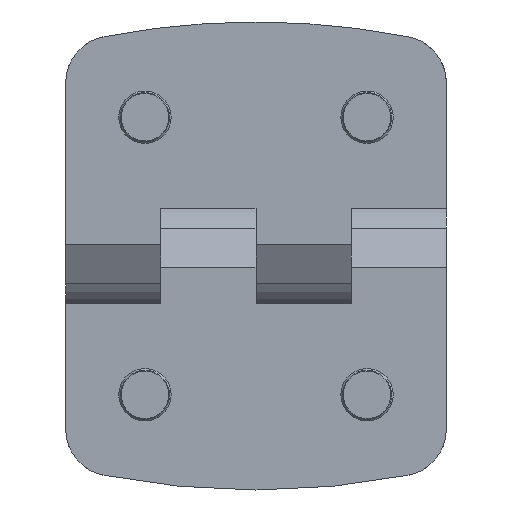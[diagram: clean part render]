
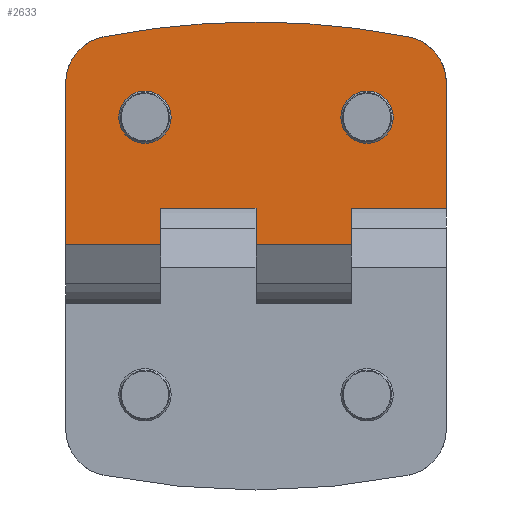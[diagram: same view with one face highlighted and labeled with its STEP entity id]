
A CAD part, left-side view. The second image highlights one B-rep face of the part: STEP entity #2633.
In plain terms, the highlighted planar face has unit normal (-1, 0, 0).
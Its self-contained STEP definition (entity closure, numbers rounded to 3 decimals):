
#60 = VECTOR ( 'NONE', #3755, 1000. ) ;
#90 = FACE_BOUND ( 'NONE', #4228, .T. ) ;
#110 = CARTESIAN_POINT ( 'NONE',  ( 0., 12., 6. ) ) ;
#244 = ORIENTED_EDGE ( 'NONE', *, *, #4269, .T. ) ;
#296 = FACE_OUTER_BOUND ( 'NONE', #4282, .T. ) ;
#317 = LINE ( 'NONE', #1502, #3315 ) ;
#366 = VECTOR ( 'NONE', #4138, 1000. ) ;
#379 = CARTESIAN_POINT ( 'NONE',  ( 0., 14., 14.2 ) ) ;
#385 = LINE ( 'NONE', #3362, #2909 ) ;
#459 = AXIS2_PLACEMENT_3D ( 'NONE', #1630, #5051, #862 ) ;
#588 = VERTEX_POINT ( 'NONE', #3063 ) ;
#590 = DIRECTION ( 'NONE',  ( 1., 0., 0. ) ) ;
#606 = CARTESIAN_POINT ( 'NONE',  ( 0., 0., 29.5 ) ) ;
#654 = VECTOR ( 'NONE', #2989, 1000. ) ;
#719 = CARTESIAN_POINT ( 'NONE',  ( 0., 14., 17.5 ) ) ;
#728 = EDGE_CURVE ( 'NONE', #969, #5323, #317, .T. ) ;
#828 = AXIS2_PLACEMENT_3D ( 'NONE', #1748, #4287, #2941 ) ;
#839 = ORIENTED_EDGE ( 'NONE', *, *, #3061, .T. ) ;
#845 = CARTESIAN_POINT ( 'NONE',  ( 0., -14., 17.5 ) ) ;
#862 = DIRECTION ( 'NONE',  ( 0., 0., -1. ) ) ;
#865 = CARTESIAN_POINT ( 'NONE',  ( 0., -12., 1.415 ) ) ;
#874 = EDGE_CURVE ( 'NONE', #5054, #5500, #385, .T. ) ;
#884 = CARTESIAN_POINT ( 'NONE',  ( 0., 24., 6. ) ) ;
#898 = EDGE_CURVE ( 'NONE', #588, #3526, #4163, .T. ) ;
#912 = EDGE_CURVE ( 'NONE', #5371, #5500, #1653, .T. ) ;
#962 = AXIS2_PLACEMENT_3D ( 'NONE', #3692, #1550, #1969 ) ;
#969 = VERTEX_POINT ( 'NONE', #2625 ) ;
#1047 = CARTESIAN_POINT ( 'NONE',  ( 0., 24., 1.415 ) ) ;
#1136 = ORIENTED_EDGE ( 'NONE', *, *, #1616, .T. ) ;
#1155 = CIRCLE ( 'NONE', #962, 100. ) ;
#1176 = ORIENTED_EDGE ( 'NONE', *, *, #4136, .T. ) ;
#1182 = AXIS2_PLACEMENT_3D ( 'NONE', #845, #2533, #5438 ) ;
#1207 = DIRECTION ( 'NONE',  ( 0., 0., 1. ) ) ;
#1289 = LINE ( 'NONE', #4152, #3090 ) ;
#1329 = EDGE_CURVE ( 'NONE', #1386, #3958, #2772, .T. ) ;
#1386 = VERTEX_POINT ( 'NONE', #2653 ) ;
#1392 = CARTESIAN_POINT ( 'NONE',  ( 0., 24., 21.761 ) ) ;
#1502 = CARTESIAN_POINT ( 'NONE',  ( 0., 24., 1.415 ) ) ;
#1550 = DIRECTION ( 'NONE',  ( -1., 0., 0. ) ) ;
#1576 = VECTOR ( 'NONE', #1207, 1000. ) ;
#1602 = EDGE_CURVE ( 'NONE', #5323, #2785, #2298, .T. ) ;
#1615 = AXIS2_PLACEMENT_3D ( 'NONE', #719, #3672, #4106 ) ;
#1616 = EDGE_CURVE ( 'NONE', #1740, #4555, #5287, .T. ) ;
#1630 = CARTESIAN_POINT ( 'NONE',  ( 0., 14., 17.5 ) ) ;
#1653 = LINE ( 'NONE', #5497, #3767 ) ;
#1688 = ORIENTED_EDGE ( 'NONE', *, *, #898, .T. ) ;
#1712 = CARTESIAN_POINT ( 'NONE',  ( 0., -12., 0. ) ) ;
#1728 = ORIENTED_EDGE ( 'NONE', *, *, #5504, .T. ) ;
#1740 = VERTEX_POINT ( 'NONE', #379 ) ;
#1748 = CARTESIAN_POINT ( 'NONE',  ( 0., 24., 1.7 ) ) ;
#1756 = ORIENTED_EDGE ( 'NONE', *, *, #874, .F. ) ;
#1877 = DIRECTION ( 'NONE',  ( 0., 0., 1. ) ) ;
#1969 = DIRECTION ( 'NONE',  ( 0., 0., 1. ) ) ;
#2010 = CARTESIAN_POINT ( 'NONE',  ( 0., 24., 1.415 ) ) ;
#2260 = LINE ( 'NONE', #1712, #5384 ) ;
#2298 = LINE ( 'NONE', #5041, #1576 ) ;
#2301 = DIRECTION ( 'NONE',  ( -1., 0., 0. ) ) ;
#2349 = AXIS2_PLACEMENT_3D ( 'NONE', #5238, #590, #3098 ) ;
#2456 = CARTESIAN_POINT ( 'NONE',  ( 0., -24., 1.7 ) ) ;
#2466 = VERTEX_POINT ( 'NONE', #5386 ) ;
#2533 = DIRECTION ( 'NONE',  ( 1., 0., 0. ) ) ;
#2550 = PLANE ( 'NONE',  #828 ) ;
#2598 = EDGE_CURVE ( 'NONE', #3247, #5054, #4824, .T. ) ;
#2625 = CARTESIAN_POINT ( 'NONE',  ( 0., 12., 1.415 ) ) ;
#2633 = ADVANCED_FACE ( 'NONE', ( #90, #4958, #296 ), #2550, .T. ) ;
#2653 = CARTESIAN_POINT ( 'NONE',  ( 0., -12., 6. ) ) ;
#2772 = LINE ( 'NONE', #884, #654 ) ;
#2785 = VERTEX_POINT ( 'NONE', #1392 ) ;
#2818 = CARTESIAN_POINT ( 'NONE',  ( 0., -14., 20.8 ) ) ;
#2834 = CARTESIAN_POINT ( 'NONE',  ( 0., 0., 1.415 ) ) ;
#2851 = DIRECTION ( 'NONE',  ( -1., 0., 0. ) ) ;
#2896 = EDGE_CURVE ( 'NONE', #2466, #2785, #3018, .T. ) ;
#2909 = VECTOR ( 'NONE', #3717, 1000. ) ;
#2941 = DIRECTION ( 'NONE',  ( 0., 0., 1. ) ) ;
#2976 = DIRECTION ( 'NONE',  ( 0., 0., 1. ) ) ;
#2989 = DIRECTION ( 'NONE',  ( 0., -1., 0. ) ) ;
#3018 = CIRCLE ( 'NONE', #4867, 6. ) ;
#3043 = ORIENTED_EDGE ( 'NONE', *, *, #1602, .F. ) ;
#3061 = EDGE_CURVE ( 'NONE', #4459, #2466, #1155, .T. ) ;
#3063 = CARTESIAN_POINT ( 'NONE',  ( 0., -14., 14.2 ) ) ;
#3090 = VECTOR ( 'NONE', #4589, 1000. ) ;
#3098 = DIRECTION ( 'NONE',  ( 0., 0., 1. ) ) ;
#3141 = CARTESIAN_POINT ( 'NONE',  ( 0., 0., -70.5 ) ) ;
#3142 = EDGE_CURVE ( 'NONE', #969, #5371, #1289, .T. ) ;
#3162 = DIRECTION ( 'NONE',  ( -1., 0., 0. ) ) ;
#3246 = CARTESIAN_POINT ( 'NONE',  ( 0., -24., 6. ) ) ;
#3247 = VERTEX_POINT ( 'NONE', #865 ) ;
#3267 = ORIENTED_EDGE ( 'NONE', *, *, #2598, .F. ) ;
#3315 = VECTOR ( 'NONE', #5300, 1000. ) ;
#3362 = CARTESIAN_POINT ( 'NONE',  ( 0., 0., 0. ) ) ;
#3429 = EDGE_CURVE ( 'NONE', #4326, #4459, #4941, .T. ) ;
#3463 = CIRCLE ( 'NONE', #459, 3.3 ) ;
#3522 = CIRCLE ( 'NONE', #4716, 6. ) ;
#3526 = VERTEX_POINT ( 'NONE', #2818 ) ;
#3556 = ORIENTED_EDGE ( 'NONE', *, *, #912, .T. ) ;
#3608 = CARTESIAN_POINT ( 'NONE',  ( 0., -24., 21.761 ) ) ;
#3638 = EDGE_LOOP ( 'NONE', ( #5318, #1688 ) ) ;
#3672 = DIRECTION ( 'NONE',  ( 1., 0., 0. ) ) ;
#3692 = CARTESIAN_POINT ( 'NONE',  ( 0., 0., -70.5 ) ) ;
#3717 = DIRECTION ( 'NONE',  ( 0., 0., 1. ) ) ;
#3733 = DIRECTION ( 'NONE',  ( 0., 0., 1. ) ) ;
#3755 = DIRECTION ( 'NONE',  ( 0., 0., 1. ) ) ;
#3767 = VECTOR ( 'NONE', #3791, 1000. ) ;
#3791 = DIRECTION ( 'NONE',  ( 0., -1., 0. ) ) ;
#3958 = VERTEX_POINT ( 'NONE', #3246 ) ;
#3986 = CARTESIAN_POINT ( 'NONE',  ( 0., 18., 21.761 ) ) ;
#4083 = CARTESIAN_POINT ( 'NONE',  ( 0., -19.149, 27.649 ) ) ;
#4106 = DIRECTION ( 'NONE',  ( 0., 0., -1. ) ) ;
#4136 = EDGE_CURVE ( 'NONE', #4663, #4326, #3522, .T. ) ;
#4138 = DIRECTION ( 'NONE',  ( 0., 1., 0. ) ) ;
#4152 = CARTESIAN_POINT ( 'NONE',  ( 0., 12., 0. ) ) ;
#4163 = CIRCLE ( 'NONE', #1182, 3.3 ) ;
#4184 = AXIS2_PLACEMENT_3D ( 'NONE', #3141, #3162, #5322 ) ;
#4228 = EDGE_LOOP ( 'NONE', ( #1136, #244 ) ) ;
#4266 = CARTESIAN_POINT ( 'NONE',  ( 0., 0., 6. ) ) ;
#4269 = EDGE_CURVE ( 'NONE', #4555, #1740, #3463, .T. ) ;
#4282 = EDGE_LOOP ( 'NONE', ( #5050, #3556, #1756, #3267, #1728, #4502, #5469, #1176, #4846, #839, #4659, #3043, #4747 ) ) ;
#4287 = DIRECTION ( 'NONE',  ( -1., 0., 0. ) ) ;
#4326 = VERTEX_POINT ( 'NONE', #4083 ) ;
#4346 = EDGE_CURVE ( 'NONE', #3958, #4663, #4785, .T. ) ;
#4381 = CARTESIAN_POINT ( 'NONE',  ( 0., 14., 20.8 ) ) ;
#4459 = VERTEX_POINT ( 'NONE', #606 ) ;
#4460 = CIRCLE ( 'NONE', #2349, 3.3 ) ;
#4502 = ORIENTED_EDGE ( 'NONE', *, *, #1329, .T. ) ;
#4555 = VERTEX_POINT ( 'NONE', #4381 ) ;
#4589 = DIRECTION ( 'NONE',  ( 0., 0., 1. ) ) ;
#4659 = ORIENTED_EDGE ( 'NONE', *, *, #2896, .T. ) ;
#4663 = VERTEX_POINT ( 'NONE', #3608 ) ;
#4716 = AXIS2_PLACEMENT_3D ( 'NONE', #4970, #2851, #3733 ) ;
#4747 = ORIENTED_EDGE ( 'NONE', *, *, #728, .F. ) ;
#4785 = LINE ( 'NONE', #2456, #60 ) ;
#4824 = LINE ( 'NONE', #2010, #366 ) ;
#4846 = ORIENTED_EDGE ( 'NONE', *, *, #3429, .T. ) ;
#4867 = AXIS2_PLACEMENT_3D ( 'NONE', #3986, #2301, #1877 ) ;
#4941 = CIRCLE ( 'NONE', #4184, 100. ) ;
#4958 = FACE_BOUND ( 'NONE', #3638, .T. ) ;
#4970 = CARTESIAN_POINT ( 'NONE',  ( 0., -18., 21.761 ) ) ;
#5041 = CARTESIAN_POINT ( 'NONE',  ( 0., 24., 0. ) ) ;
#5050 = ORIENTED_EDGE ( 'NONE', *, *, #3142, .T. ) ;
#5051 = DIRECTION ( 'NONE',  ( 1., 0., 0. ) ) ;
#5054 = VERTEX_POINT ( 'NONE', #2834 ) ;
#5238 = CARTESIAN_POINT ( 'NONE',  ( 0., -14., 17.5 ) ) ;
#5287 = CIRCLE ( 'NONE', #1615, 3.3 ) ;
#5300 = DIRECTION ( 'NONE',  ( 0., 1., 0. ) ) ;
#5318 = ORIENTED_EDGE ( 'NONE', *, *, #5340, .T. ) ;
#5322 = DIRECTION ( 'NONE',  ( 0., 0., 1. ) ) ;
#5323 = VERTEX_POINT ( 'NONE', #1047 ) ;
#5340 = EDGE_CURVE ( 'NONE', #3526, #588, #4460, .T. ) ;
#5371 = VERTEX_POINT ( 'NONE', #110 ) ;
#5384 = VECTOR ( 'NONE', #2976, 1000. ) ;
#5386 = CARTESIAN_POINT ( 'NONE',  ( 0., 19.149, 27.649 ) ) ;
#5438 = DIRECTION ( 'NONE',  ( 0., 0., 1. ) ) ;
#5469 = ORIENTED_EDGE ( 'NONE', *, *, #4346, .T. ) ;
#5497 = CARTESIAN_POINT ( 'NONE',  ( 0., 0., 6. ) ) ;
#5500 = VERTEX_POINT ( 'NONE', #4266 ) ;
#5504 = EDGE_CURVE ( 'NONE', #3247, #1386, #2260, .T. ) ;
